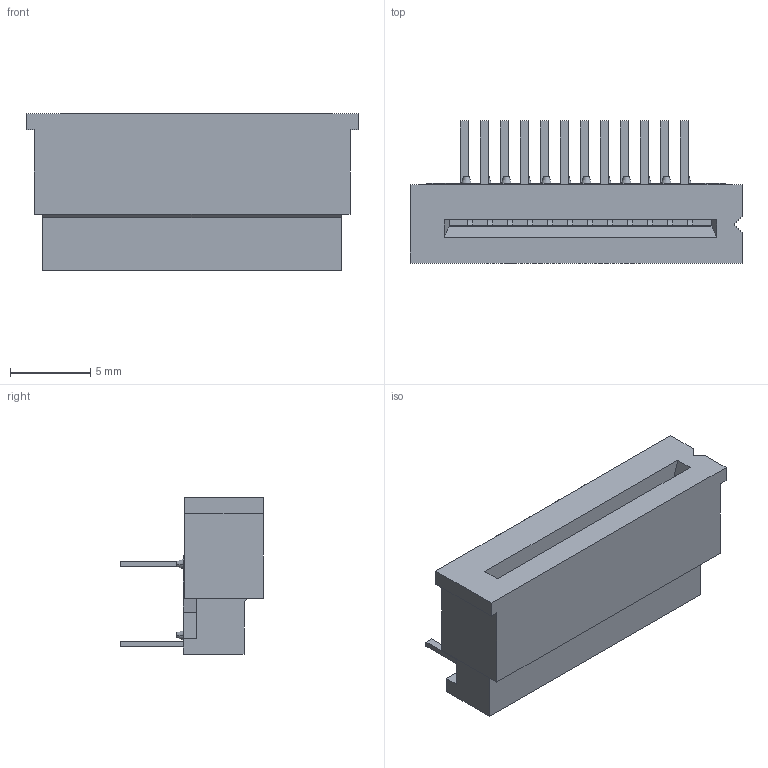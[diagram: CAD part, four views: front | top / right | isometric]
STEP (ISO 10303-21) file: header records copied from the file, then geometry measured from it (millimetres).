
FILE_DESCRIPTION((''),'2;1');
FILE_NAME('039532124','2018-04-25T',('ksrinivasara'),(''),'PRO/ENGINEER BY PARAMETRIC TECHNOLOGY CORPORATION, 2012310','PRO/ENGINEER BY PARAMETRIC TECHNOLOGY CORPORATION, 2012310','');
FILE_SCHEMA(('CONFIG_CONTROL_DESIGN'));
Length unit declared in the file: millimetre
Products named in the file (1): 039532124
Bounding box: 20.75 x 8.9 x 9.8 mm (x, y, z)
Volume: 655.7 mm3; surface area: 1296.5 mm2
Topology: 1 solids, 1 shells, 476 faces, 1290 edges, 878 vertices
Faces by surface type: plane 440, cone 24, cylinder 12
Entity records: 14737 total; most frequent: CARTESIAN_POINT 2597, ORIENTED_EDGE 2508, DIRECTION 2340, EDGE_CURVE 1254, VECTOR 1194, LINE 1194, VERTEX_POINT 830, AXIS2_PLACEMENT_3D 573
